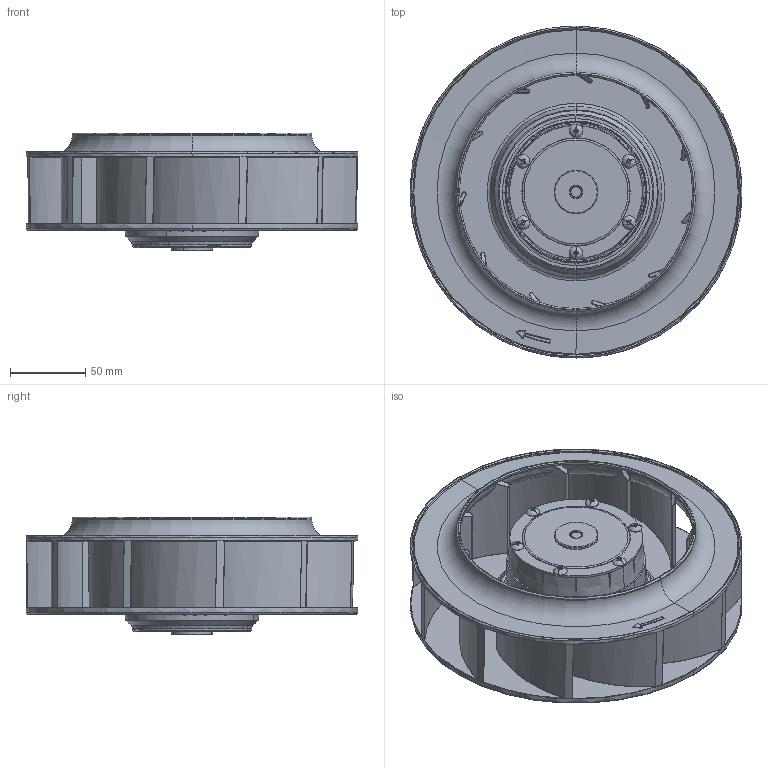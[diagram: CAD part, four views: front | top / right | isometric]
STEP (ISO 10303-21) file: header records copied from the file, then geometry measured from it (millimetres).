
FILE_DESCRIPTION (( 'STEP AP203' ), '1' );
FILE_NAME ('OAB220_m0_final.stp', '2022-06-14T14:57:33', ( '' ), ( '' ), 'SwSTEP 2.0', 'SolidWorks 2018', '' );
FILE_SCHEMA (( 'CONFIG_CONTROL_DESIGN' ));
Length unit declared in the file: millimetre
Products named in the file (1): OAB220_m0_final
Bounding box: 220 x 220 x 78.06 mm (x, y, z)
Volume: 420519 mm3; surface area: 291009.2 mm2
Topology: 21 solids, 21 shells, 1794 faces, 4527 edges, 2697 vertices
Faces by surface type: cylinder 448, bspline 426, plane 347, torus 282, cone 217, sphere 74
Entity records: 87279 total; most frequent: CARTESIAN_POINT 49302, ORIENTED_EDGE 8776, DIRECTION 6606, EDGE_CURVE 4388, AXIS2_PLACEMENT_3D 2872, VERTEX_POINT 2673, B_SPLINE_CURVE_WITH_KNOTS 1977, EDGE_LOOP 1913
